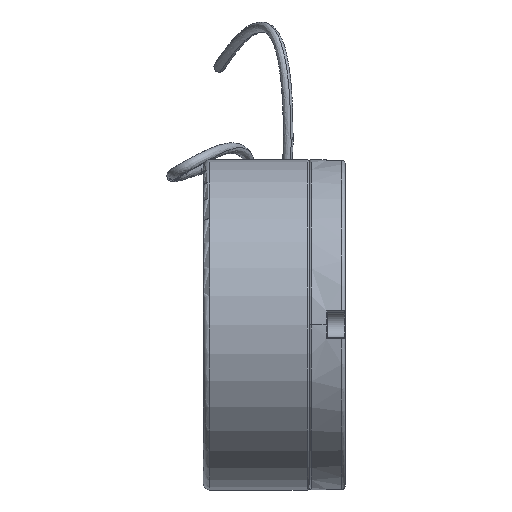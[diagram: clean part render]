
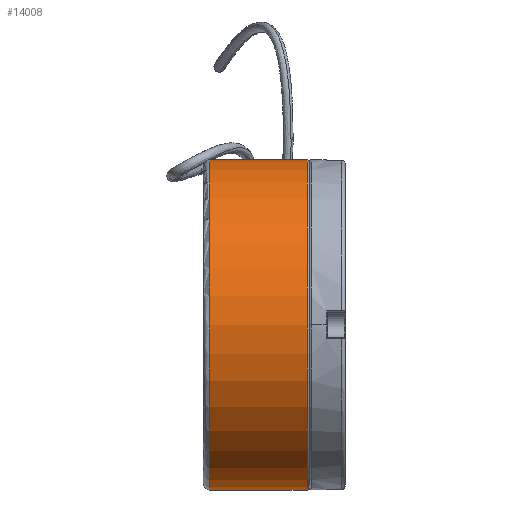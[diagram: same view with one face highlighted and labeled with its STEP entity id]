
A CAD part, front view. The second image highlights one B-rep face of the part: STEP entity #14008.
In plain terms, the highlighted cylindrical face has radius 39 mm (diameter 78 mm), a partial arc.
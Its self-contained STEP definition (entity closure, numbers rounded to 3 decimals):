
#618 = VERTEX_POINT ( 'NONE', #21196 ) ;
#1603 = FACE_OUTER_BOUND ( 'NONE', #4068, .T. ) ;
#2467 = VERTEX_POINT ( 'NONE', #13110 ) ;
#3209 = CARTESIAN_POINT ( 'NONE',  ( -30.269, 16.811, 39. ) ) ;
#3515 = AXIS2_PLACEMENT_3D ( 'NONE', #21971, #28829, #10604 ) ;
#4068 = EDGE_LOOP ( 'NONE', ( #13538, #14741, #29391, #28522 ) ) ;
#4508 = AXIS2_PLACEMENT_3D ( 'NONE', #12031, #23556, #19083 ) ;
#4662 = EDGE_CURVE ( 'NONE', #2467, #618, #17725, .T. ) ;
#5968 = VECTOR ( 'NONE', #18861, 1000. ) ;
#6053 = VECTOR ( 'NONE', #22760, 1000. ) ;
#8322 = VERTEX_POINT ( 'NONE', #3209 ) ;
#10548 = AXIS2_PLACEMENT_3D ( 'NONE', #13611, #15803, #27547 ) ;
#10604 = DIRECTION ( 'NONE',  ( 0., 0., -1. ) ) ;
#11453 = CARTESIAN_POINT ( 'NONE',  ( -30.269, 16.811, 117. ) ) ;
#11746 = EDGE_CURVE ( 'NONE', #8322, #21547, #12656, .T. ) ;
#12031 = CARTESIAN_POINT ( 'NONE',  ( -29.769, 16.811, 78. ) ) ;
#12656 = CIRCLE ( 'NONE', #3515, 39. ) ;
#13110 = CARTESIAN_POINT ( 'NONE',  ( -53.269, 16.811, 117. ) ) ;
#13538 = ORIENTED_EDGE ( 'NONE', *, *, #21995, .F. ) ;
#13611 = CARTESIAN_POINT ( 'NONE',  ( -53.269, 16.811, 78. ) ) ;
#14008 = ADVANCED_FACE ( 'NONE', ( #1603 ), #16171, .T. ) ;
#14741 = ORIENTED_EDGE ( 'NONE', *, *, #4662, .T. ) ;
#15803 = DIRECTION ( 'NONE',  ( 1., 0., 0. ) ) ;
#16171 = CYLINDRICAL_SURFACE ( 'NONE', #4508, 39. ) ;
#16756 = CARTESIAN_POINT ( 'NONE',  ( -29.769, 16.811, 117. ) ) ;
#17637 = EDGE_CURVE ( 'NONE', #618, #8322, #18151, .T. ) ;
#17725 = CIRCLE ( 'NONE', #10548, 39. ) ;
#18151 = LINE ( 'NONE', #27344, #6053 ) ;
#18861 = DIRECTION ( 'NONE',  ( 1., 0., 0. ) ) ;
#19083 = DIRECTION ( 'NONE',  ( 0., 0., -1. ) ) ;
#19486 = LINE ( 'NONE', #16756, #5968 ) ;
#21196 = CARTESIAN_POINT ( 'NONE',  ( -53.269, 16.811, 39. ) ) ;
#21547 = VERTEX_POINT ( 'NONE', #11453 ) ;
#21971 = CARTESIAN_POINT ( 'NONE',  ( -30.269, 16.811, 78. ) ) ;
#21995 = EDGE_CURVE ( 'NONE', #2467, #21547, #19486, .T. ) ;
#22760 = DIRECTION ( 'NONE',  ( 1., 0., 0. ) ) ;
#23556 = DIRECTION ( 'NONE',  ( 1., 0., 0. ) ) ;
#27344 = CARTESIAN_POINT ( 'NONE',  ( -29.769, 16.811, 39. ) ) ;
#27547 = DIRECTION ( 'NONE',  ( 0., 0., 1. ) ) ;
#28522 = ORIENTED_EDGE ( 'NONE', *, *, #11746, .T. ) ;
#28829 = DIRECTION ( 'NONE',  ( -1., 0., 0. ) ) ;
#29391 = ORIENTED_EDGE ( 'NONE', *, *, #17637, .T. ) ;
